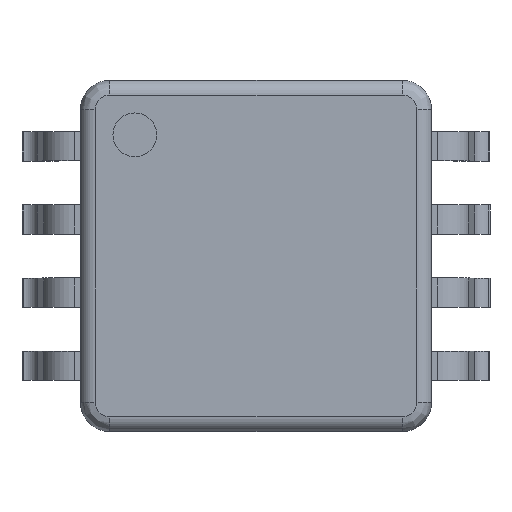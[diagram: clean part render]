
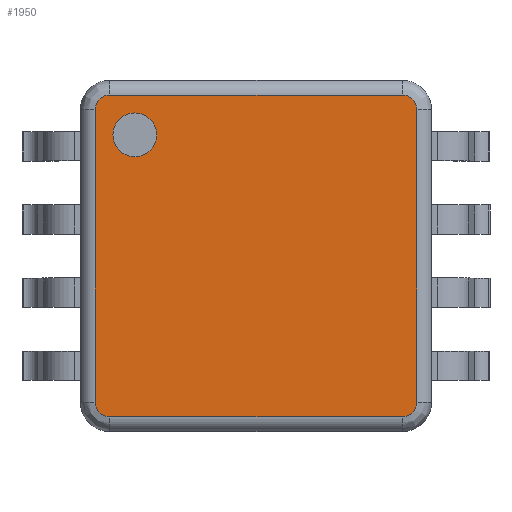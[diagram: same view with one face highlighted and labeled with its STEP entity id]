
A CAD part, top view. The second image highlights one B-rep face of the part: STEP entity #1950.
In plain terms, the highlighted planar face has unit normal (0, 0, 1).
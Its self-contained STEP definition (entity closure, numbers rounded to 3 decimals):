
#84=CARTESIAN_POINT('',(-0.679,0.828,0.9));
#85=VERTEX_POINT('',#84);
#86=CARTESIAN_POINT('',(-0.829,0.828,0.9));
#87=DIRECTION('',(0.0,0.0,1.0));
#88=DIRECTION('',(1.0,0.0,0.0));
#89=AXIS2_PLACEMENT_3D('',#86,#87,#88);
#90=CIRCLE('',#89,0.15);
#91=EDGE_CURVE('',#85,#85,#90,.T.);
#1715=CARTESIAN_POINT('',(-1.1,1.,0.9));
#1716=VERTEX_POINT('',#1715);
#1717=CARTESIAN_POINT('',(-1.1,-1.,0.9));
#1718=VERTEX_POINT('',#1717);
#1719=CARTESIAN_POINT('',(-1.1,1.,0.9));
#1720=DIRECTION('',(0.0,-1.0,0.0));
#1721=VECTOR('',#1720,2.);
#1722=LINE('',#1719,#1721);
#1723=EDGE_CURVE('',#1716,#1718,#1722,.T.);
#1801=CARTESIAN_POINT('',(-1.,1.1,0.9));
#1802=VERTEX_POINT('',#1801);
#1803=CARTESIAN_POINT('',(-1.,1.,0.9));
#1804=DIRECTION('',(0.0,0.0,1.0));
#1805=DIRECTION('',(-1.0,0.0,0.0));
#1806=AXIS2_PLACEMENT_3D('',#1803,#1804,#1805);
#1807=CIRCLE('',#1806,0.1);
#1808=EDGE_CURVE('',#1802,#1716,#1807,.T.);
#1876=CARTESIAN_POINT('',(-1.,-1.1,0.9));
#1877=VERTEX_POINT('',#1876);
#1878=CARTESIAN_POINT('',(-1.,-1.,0.9));
#1879=DIRECTION('',(0.0,0.0,1.0));
#1880=DIRECTION('',(0.0,-1.0,0.0));
#1881=AXIS2_PLACEMENT_3D('',#1878,#1879,#1880);
#1882=CIRCLE('',#1881,0.1);
#1883=EDGE_CURVE('',#1718,#1877,#1882,.T.);
#1897=CARTESIAN_POINT('',(-1.1,-1.1,0.9));
#1898=DIRECTION('',(0.0,0.0,1.0));
#1899=DIRECTION('',(1.0,0.0,0.0));
#1900=AXIS2_PLACEMENT_3D('',#1897,#1898,#1899);
#1901=PLANE('',#1900);
#1902=CARTESIAN_POINT('',(1.1,-1.,0.9));
#1903=VERTEX_POINT('',#1902);
#1904=CARTESIAN_POINT('',(1.1,1.,0.9));
#1905=VERTEX_POINT('',#1904);
#1906=CARTESIAN_POINT('',(1.1,-1.,0.9));
#1907=DIRECTION('',(0.0,1.0,0.0));
#1908=VECTOR('',#1907,2.);
#1909=LINE('',#1906,#1908);
#1910=EDGE_CURVE('',#1903,#1905,#1909,.T.);
#1911=ORIENTED_EDGE('',*,*,#1910,.T.);
#1912=CARTESIAN_POINT('',(1.,1.1,0.9));
#1913=VERTEX_POINT('',#1912);
#1914=CARTESIAN_POINT('',(1.,1.,0.9));
#1915=DIRECTION('',(0.0,0.0,1.0));
#1916=DIRECTION('',(0.0,1.0,0.0));
#1917=AXIS2_PLACEMENT_3D('',#1914,#1915,#1916);
#1918=CIRCLE('',#1917,0.1);
#1919=EDGE_CURVE('',#1905,#1913,#1918,.T.);
#1920=ORIENTED_EDGE('',*,*,#1919,.T.);
#1921=CARTESIAN_POINT('',(1.,1.1,0.9));
#1922=DIRECTION('',(-1.0,0.0,0.0));
#1923=VECTOR('',#1922,2.);
#1924=LINE('',#1921,#1923);
#1925=EDGE_CURVE('',#1913,#1802,#1924,.T.);
#1926=ORIENTED_EDGE('',*,*,#1925,.T.);
#1927=ORIENTED_EDGE('',*,*,#1808,.T.);
#1928=ORIENTED_EDGE('',*,*,#1723,.T.);
#1929=ORIENTED_EDGE('',*,*,#1883,.T.);
#1930=CARTESIAN_POINT('',(1.,-1.1,0.9));
#1931=VERTEX_POINT('',#1930);
#1932=CARTESIAN_POINT('',(-1.,-1.1,0.9));
#1933=DIRECTION('',(1.0,0.0,0.0));
#1934=VECTOR('',#1933,2.);
#1935=LINE('',#1932,#1934);
#1936=EDGE_CURVE('',#1877,#1931,#1935,.T.);
#1937=ORIENTED_EDGE('',*,*,#1936,.T.);
#1938=CARTESIAN_POINT('',(1.,-1.,0.9));
#1939=DIRECTION('',(0.0,0.0,1.0));
#1940=DIRECTION('',(1.0,0.0,0.0));
#1941=AXIS2_PLACEMENT_3D('',#1938,#1939,#1940);
#1942=CIRCLE('',#1941,0.1);
#1943=EDGE_CURVE('',#1931,#1903,#1942,.T.);
#1944=ORIENTED_EDGE('',*,*,#1943,.T.);
#1945=EDGE_LOOP('',(#1911,#1920,#1926,#1927,#1928,#1929,#1937,#1944));
#1946=FACE_OUTER_BOUND('',#1945,.T.);
#1947=ORIENTED_EDGE('',*,*,#91,.F.);
#1948=EDGE_LOOP('',(#1947));
#1949=FACE_BOUND('',#1948,.T.);
#1950=ADVANCED_FACE('',(#1946,#1949),#1901,.T.);
